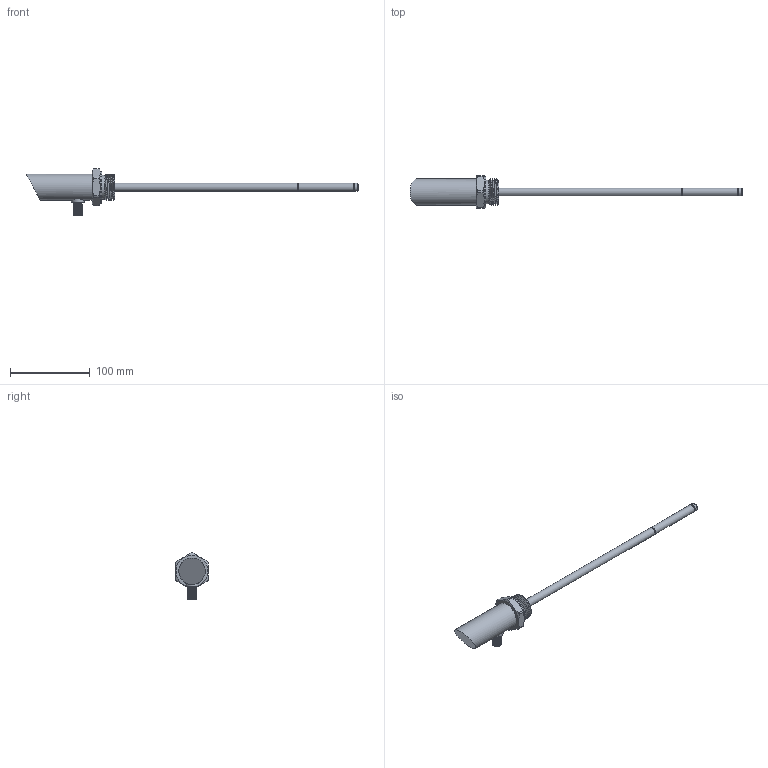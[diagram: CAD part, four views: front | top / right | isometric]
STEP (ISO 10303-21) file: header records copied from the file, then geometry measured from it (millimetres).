
FILE_DESCRIPTION(/* description */ (''),/* implementation_level */ '2;1');
FILE_NAME(/* name */ 'LT300-10-G1M-300.stp',/* time_stamp */ '2022-08-09T13:54:57+08:00',/* author */ (''),/* organization */ (''),/* preprocessor_version */ 'ST-DEVELOPER v16',/* originating_system */ 'SIEMENS PLM Software NX 10.0',/* authorisation */ '');
FILE_SCHEMA (('CONFIG_CONTROL_DESIGN'));
Length unit declared in the file: millimetre
Products named in the file (1): LT300-10-G1M-250 - 副本_stp
Bounding box: 415.98 x 41 x 58 mm (x, y, z)
Volume: 103428.5 mm3; surface area: 40028.9 mm2
Topology: 3 solids, 3 shells, 83 faces, 172 edges, 113 vertices
Faces by surface type: plane 34, cylinder 32, bspline 8, cone 7, torus 1, sphere 1
Full cylindrical faces by diameter (mm): 8 x1, 9 x2, 9.5 x1, 9.8 x1, 10 x4, 16 x1, 19.1 x1, 23 x3, 26 x4, 29.9 x1, 32.994 x1, 36 x1, 40 x1
Entity records: 4968 total; most frequent: CARTESIAN_POINT 3367, DIRECTION 303, ORIENTED_EDGE 258, AXIS2_PLACEMENT_3D 142, EDGE_LOOP 132, EDGE_CURVE 129, VERTEX_POINT 101, FACE_BOUND 98
